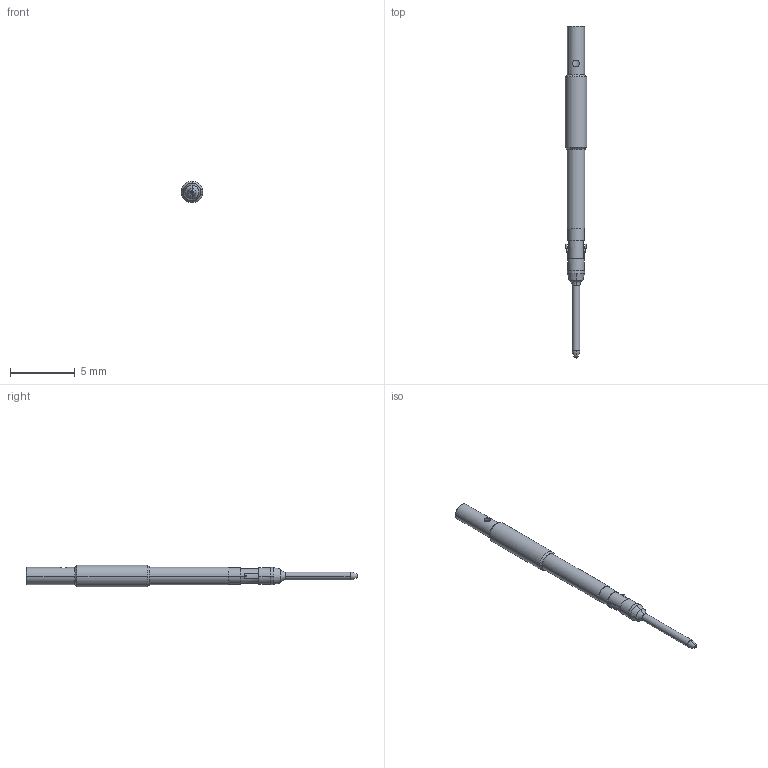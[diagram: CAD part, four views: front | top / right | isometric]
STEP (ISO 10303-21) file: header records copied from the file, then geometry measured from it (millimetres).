
FILE_DESCRIPTION (( 'STEP AP214' ), '1' );
FILE_NAME ('ICO60 A1 P1C5.STEP', '2007-06-15T19:18:56', ( 'Authorized User' ), ( '' ), 'SwSTEP 2.0', 'SolidWorks 2007', '' );
FILE_SCHEMA (( 'AUTOMOTIVE_DESIGN' ));
Length unit declared in the file: inch
Products named in the file (1): ICO60 A1 P1C5
Bounding box: 1.65 x 25.68 x 1.65 mm (x, y, z)
Volume: 30.5 mm3; surface area: 113.1 mm2
Topology: 1 solids, 1 shells, 70 faces, 182 edges, 114 vertices
Faces by surface type: cone 22, cylinder 20, torus 14, plane 14
Entity records: 3139 total; most frequent: CARTESIAN_POINT 447, DIRECTION 404, ORIENTED_EDGE 356, EDGE_CURVE 178, AXIS2_PLACEMENT_3D 175, VERTEX_POINT 114, CIRCLE 104, EDGE_LOOP 76
